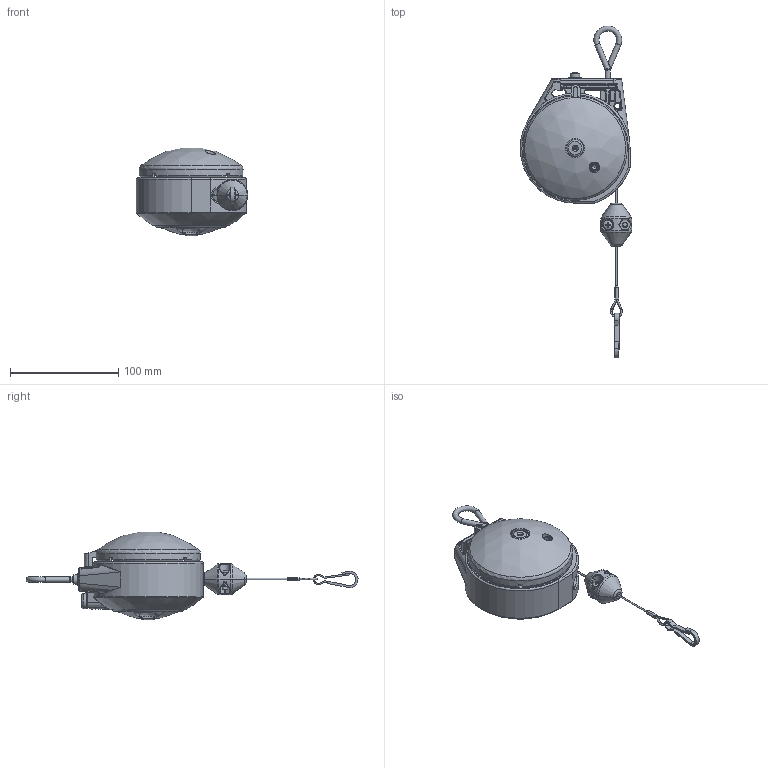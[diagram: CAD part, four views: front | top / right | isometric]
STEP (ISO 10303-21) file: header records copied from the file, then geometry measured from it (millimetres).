
FILE_DESCRIPTION(('BD Balance Reel'),'2;1');
FILE_NAME('BD_Reel_62410005.stp','2014-07-18T14:48:43',('kpea'),('Gleason Reel A Hubbell Company'),'Autodesk Inventor 2013','Autodesk Inventor 2013','Gleason Reel Engineering');
FILE_SCHEMA(('AUTOMOTIVE_DESIGN { 1 0 10303 214 1 1 1 1 }'));
Length unit declared in the file: inch
Products named in the file (1): BD_Reel_62410005
Bounding box: 103.19 x 306.89 x 81.26 mm (x, y, z)
Volume: 159888.7 mm3; surface area: 109389.7 mm2
Topology: 20 solids, 28 shells, 1169 faces, 2936 edges, 1822 vertices
Faces by surface type: plane 443, cylinder 347, bspline 171, torus 88, cone 79, sphere 36, revolution 5
Full cylindrical faces by diameter (mm): 1.524 x3, 1.575 x1, 3.175 x4, 3.302 x4, 3.658 x1, 3.962 x1, 4.623 x1, 4.648 x1, 4.674 x8, 4.775 x4, 4.826 x7, 4.928 x1, 5.08 x1, 5.156 x4, 5.817 x2, 6.604 x1, 7.62 x2, 7.684 x1, 7.938 x1, 8.636 x3, 8.992 x1, 9.271 x2, 9.525 x4, 9.652 x1, 9.906 x2, 10.16 x1, 10.795 x1, 10.998 x1, 11.43 x1, 12.675 x1
Entity records: 41361 total; most frequent: CARTESIAN_POINT 13773, ORIENTED_EDGE 5458, DIRECTION 5388, EDGE_CURVE 2729, AXIS2_PLACEMENT_3D 2161, VERTEX_POINT 1787, EDGE_LOOP 1406, FACE_OUTER_BOUND 1169
